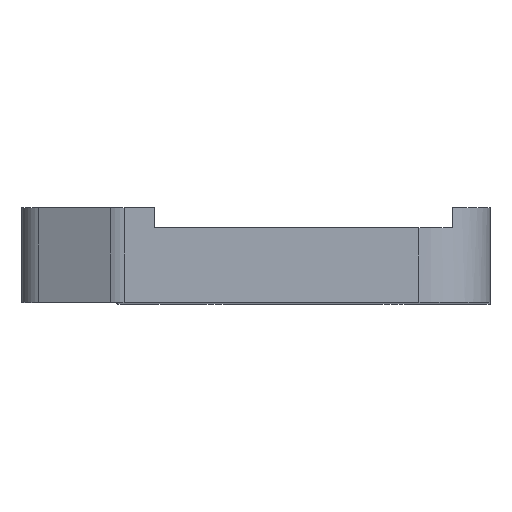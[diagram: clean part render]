
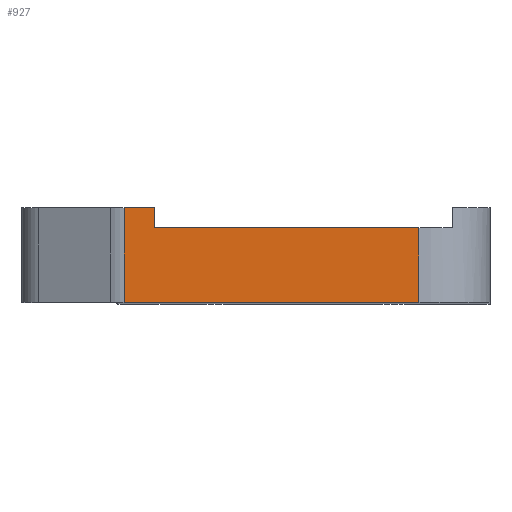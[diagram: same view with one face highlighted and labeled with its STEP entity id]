
A CAD part, top view. The second image highlights one B-rep face of the part: STEP entity #927.
In plain terms, the highlighted planar face has unit normal (0, 0, 1).
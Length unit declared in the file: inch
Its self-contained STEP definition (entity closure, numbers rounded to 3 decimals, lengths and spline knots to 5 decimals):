
#3 = VECTOR ( 'NONE', #93, 39.37008 ) ;
#39 = EDGE_CURVE ( 'NONE', #668, #111, #654, .T. ) ;
#53 = VERTEX_POINT ( 'NONE', #506 ) ;
#64 = CARTESIAN_POINT ( 'NONE',  ( 0.01836, 0., 11.81102 ) ) ;
#75 = VERTEX_POINT ( 'NONE', #784 ) ;
#93 = DIRECTION ( 'NONE',  ( 1., 0., 0. ) ) ;
#111 = VERTEX_POINT ( 'NONE', #620 ) ;
#128 = VERTEX_POINT ( 'NONE', #626 ) ;
#204 = ORIENTED_EDGE ( 'NONE', *, *, #787, .F. ) ;
#244 = DIRECTION ( 'NONE',  ( 1., 0., 0. ) ) ;
#267 = DIRECTION ( 'NONE',  ( 1., 0., 0. ) ) ;
#346 = CARTESIAN_POINT ( 'NONE',  ( 0., 0.19685, 11.81102 ) ) ;
#364 = DIRECTION ( 'NONE',  ( 0., 0., -1. ) ) ;
#373 = ORIENTED_EDGE ( 'NONE', *, *, #39, .T. ) ;
#396 = CARTESIAN_POINT ( 'NONE',  ( 0., 0., 11.81102 ) ) ;
#401 = VERTEX_POINT ( 'NONE', #1153 ) ;
#413 = DIRECTION ( 'NONE',  ( 1., 0., 0. ) ) ;
#427 = CARTESIAN_POINT ( 'NONE',  ( 0.09843, 0., 11.81102 ) ) ;
#435 = VECTOR ( 'NONE', #413, 39.37008 ) ;
#465 = PLANE ( 'NONE',  #519 ) ;
#472 = DIRECTION ( 'NONE',  ( 0., 1., 0. ) ) ;
#478 = EDGE_LOOP ( 'NONE', ( #488, #204, #545, #1179, #373, #843 ) ) ;
#488 = ORIENTED_EDGE ( 'NONE', *, *, #823, .F. ) ;
#506 = CARTESIAN_POINT ( 'NONE',  ( 0.79675, 0.19685, 11.81102 ) ) ;
#519 = AXIS2_PLACEMENT_3D ( 'NONE', #557, #364, #267 ) ;
#545 = ORIENTED_EDGE ( 'NONE', *, *, #1219, .F. ) ;
#557 = CARTESIAN_POINT ( 'NONE',  ( 0., 0., 11.81102 ) ) ;
#574 = LINE ( 'NONE', #346, #772 ) ;
#604 = LINE ( 'NONE', #427, #1007 ) ;
#620 = CARTESIAN_POINT ( 'NONE',  ( 0.79675, 0., 11.81102 ) ) ;
#626 = CARTESIAN_POINT ( 'NONE',  ( 0.09843, 0.19685, 11.81102 ) ) ;
#637 = EDGE_CURVE ( 'NONE', #53, #111, #789, .T. ) ;
#654 = LINE ( 'NONE', #396, #3 ) ;
#668 = VERTEX_POINT ( 'NONE', #1022 ) ;
#691 = VECTOR ( 'NONE', #472, 39.37008 ) ;
#772 = VECTOR ( 'NONE', #244, 39.37008 ) ;
#784 = CARTESIAN_POINT ( 'NONE',  ( 0.01836, 0.25, 11.81102 ) ) ;
#787 = EDGE_CURVE ( 'NONE', #401, #128, #604, .T. ) ;
#789 = LINE ( 'NONE', #902, #976 ) ;
#823 = EDGE_CURVE ( 'NONE', #128, #53, #574, .T. ) ;
#843 = ORIENTED_EDGE ( 'NONE', *, *, #637, .F. ) ;
#870 = FACE_OUTER_BOUND ( 'NONE', #478, .T. ) ;
#902 = CARTESIAN_POINT ( 'NONE',  ( 0.79675, 0., 11.81102 ) ) ;
#919 = CARTESIAN_POINT ( 'NONE',  ( 0., 0.25, 11.81102 ) ) ;
#927 = ADVANCED_FACE ( 'NONE', ( #870 ), #465, .F. ) ;
#976 = VECTOR ( 'NONE', #1112, 39.37008 ) ;
#1007 = VECTOR ( 'NONE', #1218, 39.37008 ) ;
#1019 = EDGE_CURVE ( 'NONE', #668, #75, #1160, .T. ) ;
#1022 = CARTESIAN_POINT ( 'NONE',  ( 0.01836, 0., 11.81102 ) ) ;
#1025 = LINE ( 'NONE', #919, #435 ) ;
#1112 = DIRECTION ( 'NONE',  ( 0., -1., 0. ) ) ;
#1153 = CARTESIAN_POINT ( 'NONE',  ( 0.09843, 0.25, 11.81102 ) ) ;
#1160 = LINE ( 'NONE', #64, #691 ) ;
#1179 = ORIENTED_EDGE ( 'NONE', *, *, #1019, .F. ) ;
#1218 = DIRECTION ( 'NONE',  ( 0., -1., 0. ) ) ;
#1219 = EDGE_CURVE ( 'NONE', #75, #401, #1025, .T. ) ;
